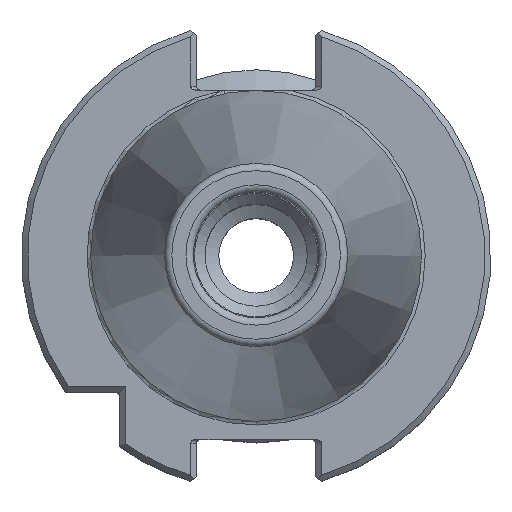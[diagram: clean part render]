
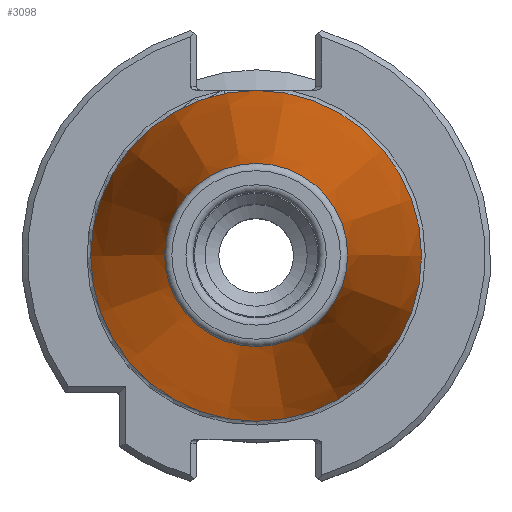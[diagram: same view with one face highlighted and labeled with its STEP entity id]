
A CAD part, top view. The second image highlights one B-rep face of the part: STEP entity #3098.
In plain terms, the highlighted conical face has half-angle 8.297 degrees and reference radius 22.395 mm.
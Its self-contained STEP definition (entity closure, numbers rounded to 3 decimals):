
#62=CONICAL_SURFACE('',#3321,22.395,0.145);
#252=CIRCLE('',#3228,22.395);
#278=CIRCLE('',#3322,12.397);
#831=ORIENTED_EDGE('',*,*,#1168,.F.);
#832=ORIENTED_EDGE('',*,*,#1088,.T.);
#1088=EDGE_CURVE('',#1350,#1350,#252,.T.);
#1168=EDGE_CURVE('',#1385,#1385,#278,.T.);
#1350=VERTEX_POINT('',#4561);
#1385=VERTEX_POINT('',#4793);
#1744=EDGE_LOOP('',(#831));
#1745=EDGE_LOOP('',(#832));
#1934=FACE_BOUND('',#1744,.T.);
#1935=FACE_BOUND('',#1745,.T.);
#3098=ADVANCED_FACE('',(#1934,#1935),#62,.T.);
#3228=AXIS2_PLACEMENT_3D('',#4560,#3651,#3652);
#3321=AXIS2_PLACEMENT_3D('',#4791,#3863,#3864);
#3322=AXIS2_PLACEMENT_3D('',#4792,#3865,#3866);
#3651=DIRECTION('',(0.,0.,1.));
#3652=DIRECTION('',(1.,0.,0.));
#3863=DIRECTION('',(0.,0.,-1.));
#3864=DIRECTION('',(-1.,0.,0.));
#3865=DIRECTION('',(0.,0.,1.));
#3866=DIRECTION('',(1.,0.,0.));
#4560=CARTESIAN_POINT('',(0.,0.,-1.163));
#4561=CARTESIAN_POINT('',(22.395,0.,-1.163));
#4791=CARTESIAN_POINT('',(0.,0.,-1.163));
#4792=CARTESIAN_POINT('',(0.,0.,67.394));
#4793=CARTESIAN_POINT('',(12.397,0.,67.394));
